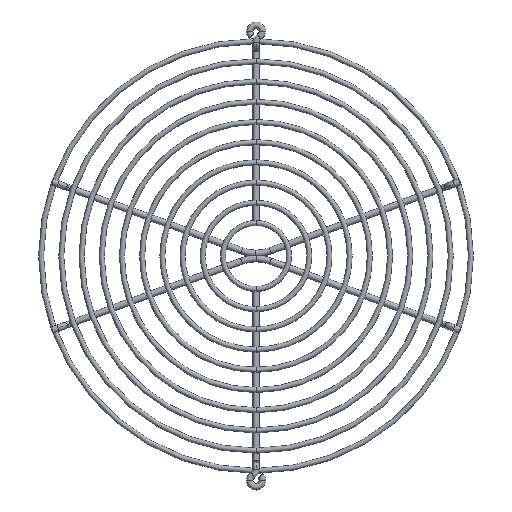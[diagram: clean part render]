
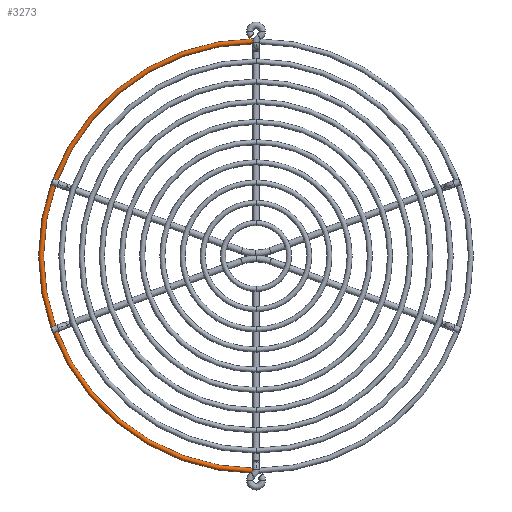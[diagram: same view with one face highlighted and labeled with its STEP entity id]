
A CAD part, front view. The second image highlights one B-rep face of the part: STEP entity #3273.
In plain terms, the highlighted toroidal (fillet/blend) face has major radius 77.1 mm and minor radius 0.9 mm.
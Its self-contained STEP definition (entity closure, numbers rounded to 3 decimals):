
#37 = AXIS2_PLACEMENT_3D ( 'NONE', #2367, #2146, #140 ) ;
#38 = CIRCLE ( 'NONE', #2752, 76.2 ) ;
#118 = DIRECTION ( 'NONE',  ( -1., 0., 0. ) ) ;
#140 = DIRECTION ( 'NONE',  ( 0., 0., -1. ) ) ;
#160 = CARTESIAN_POINT ( 'NONE',  ( 0., 0., -77.1 ) ) ;
#321 = DIRECTION ( 'NONE',  ( 0., 0., -1. ) ) ;
#356 = EDGE_CURVE ( 'NONE', #856, #2764, #1351, .T. ) ;
#856 = VERTEX_POINT ( 'NONE', #3337 ) ;
#1015 = CARTESIAN_POINT ( 'NONE',  ( 0., 0., 78. ) ) ;
#1026 = DIRECTION ( 'NONE',  ( 0., 0., -1. ) ) ;
#1031 = EDGE_CURVE ( 'NONE', #2492, #2764, #38, .T. ) ;
#1079 = DIRECTION ( 'NONE',  ( 0., -1., 0. ) ) ;
#1080 = EDGE_LOOP ( 'NONE', ( #1338, #1152, #2646, #1932 ) ) ;
#1139 = CIRCLE ( 'NONE', #2910, 78. ) ;
#1152 = ORIENTED_EDGE ( 'NONE', *, *, #1619, .T. ) ;
#1338 = ORIENTED_EDGE ( 'NONE', *, *, #3198, .F. ) ;
#1351 = CIRCLE ( 'NONE', #2899, 0.9 ) ;
#1498 = CARTESIAN_POINT ( 'NONE',  ( 0., 0., -76.2 ) ) ;
#1619 = EDGE_CURVE ( 'NONE', #2457, #856, #1139, .T. ) ;
#1640 = CARTESIAN_POINT ( 'NONE',  ( 0., 0., 0. ) ) ;
#1823 = CIRCLE ( 'NONE', #37, 0.9 ) ;
#1932 = ORIENTED_EDGE ( 'NONE', *, *, #1031, .F. ) ;
#2057 = CARTESIAN_POINT ( 'NONE',  ( 0., 0., 0. ) ) ;
#2144 = AXIS2_PLACEMENT_3D ( 'NONE', #2057, #2961, #321 ) ;
#2146 = DIRECTION ( 'NONE',  ( 1., 0., 0. ) ) ;
#2184 = DIRECTION ( 'NONE',  ( 0., 0., 1. ) ) ;
#2367 = CARTESIAN_POINT ( 'NONE',  ( 0., 0., 77.1 ) ) ;
#2373 = TOROIDAL_SURFACE ( 'NONE', #2144, 77.1, 0.9 ) ;
#2457 = VERTEX_POINT ( 'NONE', #1015 ) ;
#2492 = VERTEX_POINT ( 'NONE', #2822 ) ;
#2646 = ORIENTED_EDGE ( 'NONE', *, *, #356, .T. ) ;
#2752 = AXIS2_PLACEMENT_3D ( 'NONE', #3440, #1079, #3145 ) ;
#2764 = VERTEX_POINT ( 'NONE', #1498 ) ;
#2822 = CARTESIAN_POINT ( 'NONE',  ( 0., 0., 76.2 ) ) ;
#2833 = DIRECTION ( 'NONE',  ( 0., -1., 0. ) ) ;
#2899 = AXIS2_PLACEMENT_3D ( 'NONE', #160, #118, #2184 ) ;
#2910 = AXIS2_PLACEMENT_3D ( 'NONE', #1640, #2833, #1026 ) ;
#2961 = DIRECTION ( 'NONE',  ( 0., -1., 0. ) ) ;
#3145 = DIRECTION ( 'NONE',  ( 0., 0., -1. ) ) ;
#3198 = EDGE_CURVE ( 'NONE', #2457, #2492, #1823, .T. ) ;
#3273 = ADVANCED_FACE ( 'NONE', ( #3582 ), #2373, .T. ) ;
#3337 = CARTESIAN_POINT ( 'NONE',  ( 0., 0., -78. ) ) ;
#3440 = CARTESIAN_POINT ( 'NONE',  ( 0., 0., 0. ) ) ;
#3582 = FACE_OUTER_BOUND ( 'NONE', #1080, .T. ) ;
